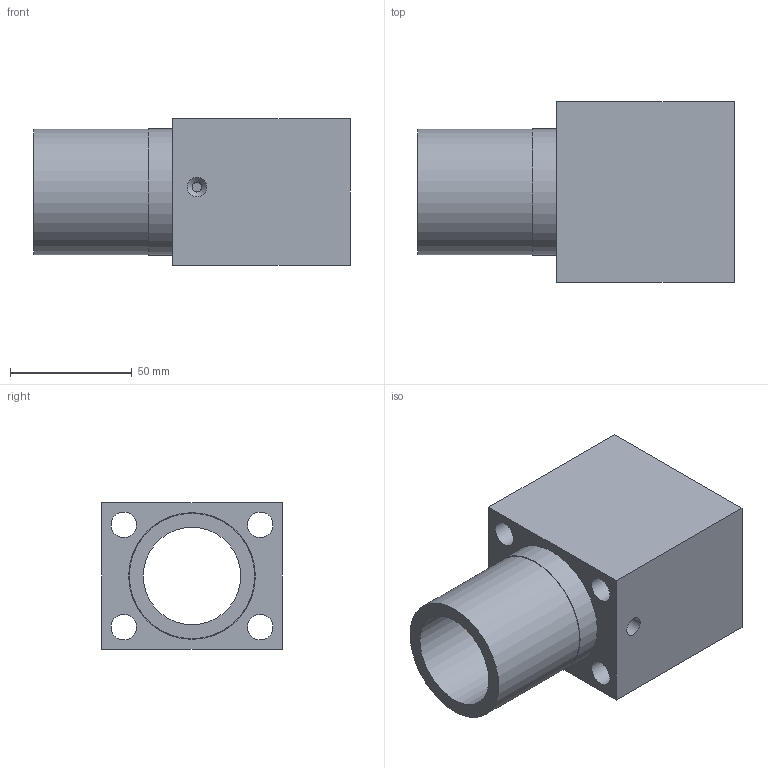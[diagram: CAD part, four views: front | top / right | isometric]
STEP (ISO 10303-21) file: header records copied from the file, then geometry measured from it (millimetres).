
FILE_DESCRIPTION( ( 'STEP AP214' ), '1' );
FILE_NAME( 'STFG-25.stp', '2010-01-14T08:24:59', ( ' ' ), ( ' ' ), 'XStep 1.0', ' ', ' ' );
FILE_SCHEMA( ( 'CONFIG_CONTROL_DESIGN) ( )' ) );
Length unit declared in the file: metre
Products named in the file (1): 1
Bounding box: 130 x 74 x 60 mm (x, y, z)
Volume: 251345.4 mm3; surface area: 61203.1 mm2
Topology: 1 solids, 1 shells, 26 faces, 59 edges, 41 vertices
Faces by surface type: cylinder 13, plane 12, cone 1
Full cylindrical faces by diameter (mm): 4 x1, 8 x1, 10.5 x4, 12 x4, 40 x1, 51.5 x1, 52 x1
Entity records: 920 total; most frequent: CARTESIAN_POINT 158, DIRECTION 116, ORIENTED_EDGE 76, EDGE_LOOP 58, AXIS2_PLACEMENT_3D 52, FACE_OUTER_BOUND 39, EDGE_CURVE 38, VERTEX_POINT 34
